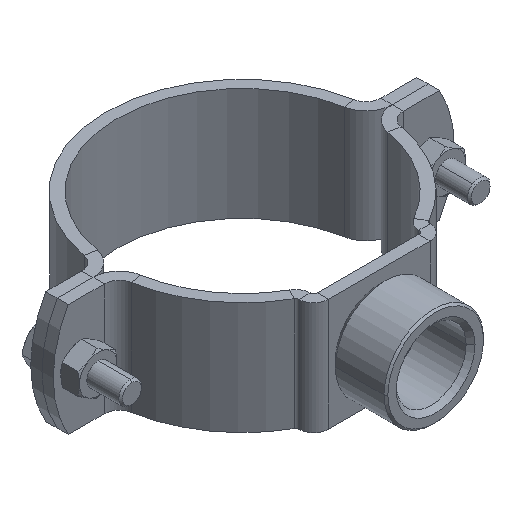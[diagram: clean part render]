
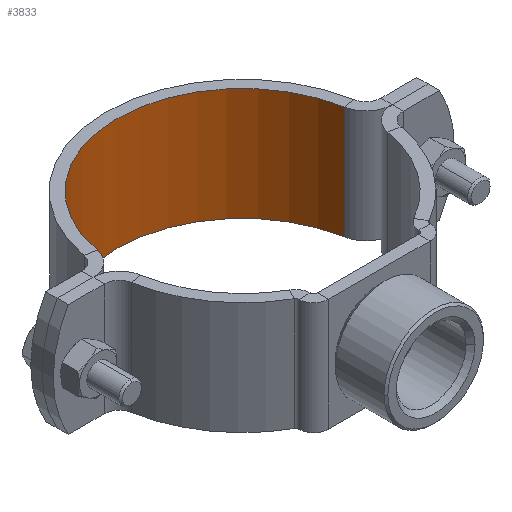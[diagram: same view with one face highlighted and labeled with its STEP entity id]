
A CAD part, isometric view. The second image highlights one B-rep face of the part: STEP entity #3833.
In plain terms, the highlighted cylindrical face has radius 33.5 mm (diameter 67 mm), a partial arc.
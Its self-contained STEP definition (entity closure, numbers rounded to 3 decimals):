
#135 = CARTESIAN_POINT ( 'NONE',  ( 32.996, -5.79, -15. ) ) ;
#201 = CIRCLE ( 'NONE', #205, 33.5 ) ;
#205 = AXIS2_PLACEMENT_3D ( 'NONE', #3962, #673, #2150 ) ;
#535 = DIRECTION ( 'NONE',  ( 1., 0., 0. ) ) ;
#551 = CARTESIAN_POINT ( 'NONE',  ( -32.996, -5.79, 15. ) ) ;
#673 = DIRECTION ( 'NONE',  ( 0., 0., 1. ) ) ;
#700 = VERTEX_POINT ( 'NONE', #3673 ) ;
#748 = EDGE_CURVE ( 'NONE', #4352, #2270, #2646, .T. ) ;
#825 = DIRECTION ( 'NONE',  ( 0., 0., -1. ) ) ;
#981 = DIRECTION ( 'NONE',  ( 0., 0., -1. ) ) ;
#1001 = CARTESIAN_POINT ( 'NONE',  ( 32.996, -5.79, 15. ) ) ;
#1021 = ORIENTED_EDGE ( 'NONE', *, *, #3202, .F. ) ;
#1335 = FACE_OUTER_BOUND ( 'NONE', #4476, .T. ) ;
#1538 = VECTOR ( 'NONE', #2026, 1000. ) ;
#1968 = VERTEX_POINT ( 'NONE', #3237 ) ;
#2026 = DIRECTION ( 'NONE',  ( 0., 0., -1. ) ) ;
#2150 = DIRECTION ( 'NONE',  ( 1., 0., 0. ) ) ;
#2154 = VECTOR ( 'NONE', #825, 1000. ) ;
#2270 = VERTEX_POINT ( 'NONE', #135 ) ;
#2377 = CARTESIAN_POINT ( 'NONE',  ( 0., 0., -15. ) ) ;
#2435 = DIRECTION ( 'NONE',  ( -1., 0., 0. ) ) ;
#2646 = LINE ( 'NONE', #4102, #2154 ) ;
#2763 = EDGE_CURVE ( 'NONE', #1968, #700, #3847, .T. ) ;
#2787 = CYLINDRICAL_SURFACE ( 'NONE', #2810, 33.5 ) ;
#2810 = AXIS2_PLACEMENT_3D ( 'NONE', #4244, #981, #2435 ) ;
#2958 = ORIENTED_EDGE ( 'NONE', *, *, #748, .T. ) ;
#2972 = ORIENTED_EDGE ( 'NONE', *, *, #2763, .F. ) ;
#3202 = EDGE_CURVE ( 'NONE', #700, #2270, #4191, .T. ) ;
#3237 = CARTESIAN_POINT ( 'NONE',  ( -32.996, -5.79, 15. ) ) ;
#3469 = EDGE_CURVE ( 'NONE', #1968, #4352, #201, .T. ) ;
#3673 = CARTESIAN_POINT ( 'NONE',  ( -32.996, -5.79, -15. ) ) ;
#3833 = ADVANCED_FACE ( 'NONE', ( #1335 ), #2787, .F. ) ;
#3836 = DIRECTION ( 'NONE',  ( 0., 0., 1. ) ) ;
#3847 = LINE ( 'NONE', #551, #1538 ) ;
#3962 = CARTESIAN_POINT ( 'NONE',  ( 0., 0., 15. ) ) ;
#4102 = CARTESIAN_POINT ( 'NONE',  ( 32.996, -5.79, 15. ) ) ;
#4191 = CIRCLE ( 'NONE', #4204, 33.5 ) ;
#4204 = AXIS2_PLACEMENT_3D ( 'NONE', #2377, #3836, #535 ) ;
#4221 = ORIENTED_EDGE ( 'NONE', *, *, #3469, .T. ) ;
#4244 = CARTESIAN_POINT ( 'NONE',  ( 0., 0., 15. ) ) ;
#4352 = VERTEX_POINT ( 'NONE', #1001 ) ;
#4476 = EDGE_LOOP ( 'NONE', ( #1021, #2972, #4221, #2958 ) ) ;
